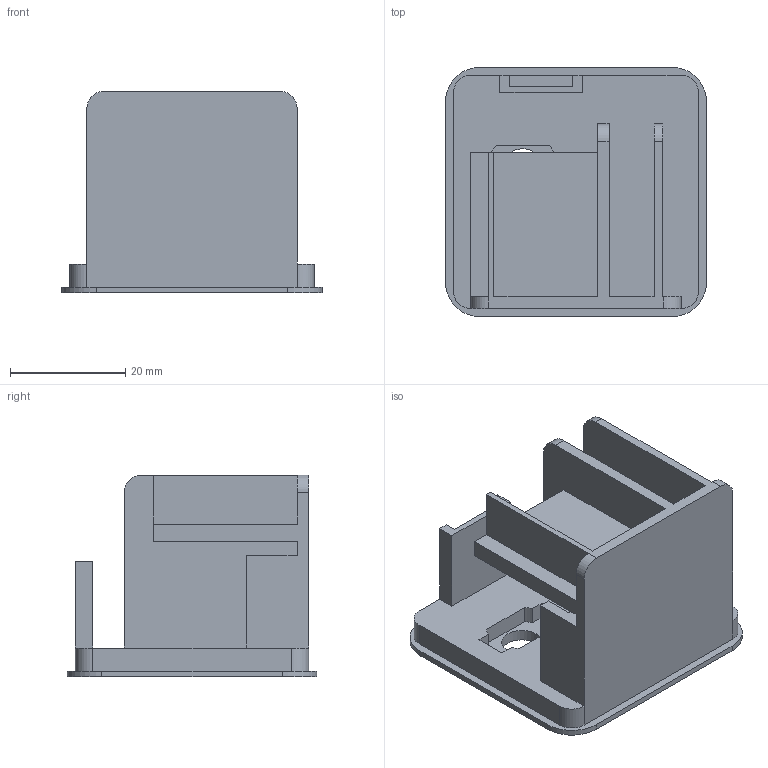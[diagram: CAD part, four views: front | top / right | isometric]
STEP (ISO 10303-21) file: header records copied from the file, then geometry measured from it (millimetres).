
FILE_DESCRIPTION (( 'STEP AP214' ), '1' );
FILE_NAME ('óp sau.STEP', '2025-08-06T05:10:44', ( '' ), ( '' ), 'SwSTEP 2.0', 'SolidWorks 2022', '' );
FILE_SCHEMA (( 'AUTOMOTIVE_DESIGN' ));
Length unit declared in the file: millimetre
Products named in the file (1): 鏕 sau
Bounding box: 45.3 x 43.3 x 35 mm (x, y, z)
Volume: 16985.2 mm3; surface area: 13269.5 mm2
Topology: 1 solids, 1 shells, 90 faces, 247 edges, 161 vertices
Faces by surface type: plane 63, cylinder 24, cone 3
Entity records: 2875 total; most frequent: CARTESIAN_POINT 499, ORIENTED_EDGE 494, DIRECTION 479, EDGE_CURVE 247, LINE 197, VECTOR 197, VERTEX_POINT 161, AXIS2_PLACEMENT_3D 141
